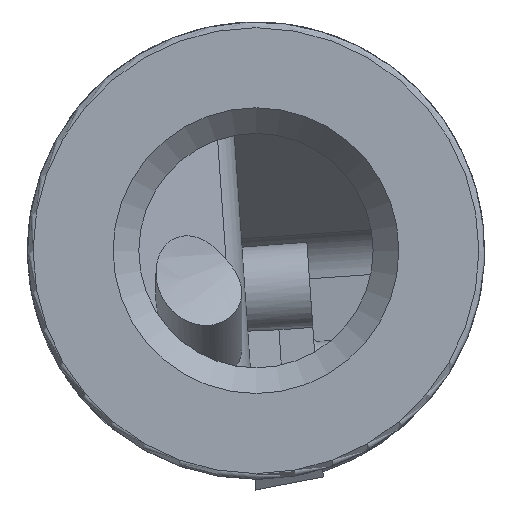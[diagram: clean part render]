
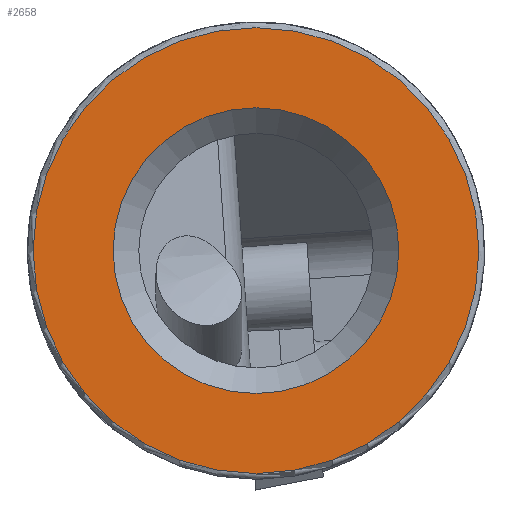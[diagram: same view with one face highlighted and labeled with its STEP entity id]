
A CAD part, left-side view. The second image highlights one B-rep face of the part: STEP entity #2658.
In plain terms, the highlighted planar face has unit normal (-1, 0, 0).
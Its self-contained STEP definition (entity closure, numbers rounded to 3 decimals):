
#38 = AXIS2_PLACEMENT_3D ( 'NONE', #1617, #1851, #1880 ) ;
#135 = DIRECTION ( 'NONE',  ( -1., 0., 0. ) ) ;
#145 = CARTESIAN_POINT ( 'NONE',  ( -27., 0., 8.375 ) ) ;
#221 = EDGE_CURVE ( 'NONE', #3101, #3101, #2903, .T. ) ;
#420 = AXIS2_PLACEMENT_3D ( 'NONE', #1919, #2403, #2710 ) ;
#565 = AXIS2_PLACEMENT_3D ( 'NONE', #145, #135, #2929 ) ;
#638 = FACE_BOUND ( 'NONE', #1881, .T. ) ;
#878 = CIRCLE ( 'NONE', #420, 5. ) ;
#907 = ORIENTED_EDGE ( 'NONE', *, *, #221, .T. ) ;
#1079 = FACE_OUTER_BOUND ( 'NONE', #2685, .T. ) ;
#1238 = ORIENTED_EDGE ( 'NONE', *, *, #1497, .F. ) ;
#1468 = CARTESIAN_POINT ( 'NONE',  ( -27., 0., 0.575 ) ) ;
#1497 = EDGE_CURVE ( 'NONE', #1767, #1767, #878, .T. ) ;
#1617 = CARTESIAN_POINT ( 'NONE',  ( -27., 0., 0.375 ) ) ;
#1767 = VERTEX_POINT ( 'NONE', #3264 ) ;
#1851 = DIRECTION ( 'NONE',  ( 1., 0., 0. ) ) ;
#1881 = EDGE_LOOP ( 'NONE', ( #1238 ) ) ;
#1880 = DIRECTION ( 'NONE',  ( 0., 0., -1. ) ) ;
#1919 = CARTESIAN_POINT ( 'NONE',  ( -27., 0., 8.375 ) ) ;
#2090 = PLANE ( 'NONE',  #38 ) ;
#2403 = DIRECTION ( 'NONE',  ( -1., 0., 0. ) ) ;
#2658 = ADVANCED_FACE ( 'NONE', ( #1079, #638 ), #2090, .F. ) ;
#2685 = EDGE_LOOP ( 'NONE', ( #907 ) ) ;
#2710 = DIRECTION ( 'NONE',  ( 0., 0., 1. ) ) ;
#2903 = CIRCLE ( 'NONE', #565, 7.8 ) ;
#2929 = DIRECTION ( 'NONE',  ( 0., 0., -1. ) ) ;
#3101 = VERTEX_POINT ( 'NONE', #1468 ) ;
#3264 = CARTESIAN_POINT ( 'NONE',  ( -27., 0., 13.375 ) ) ;
